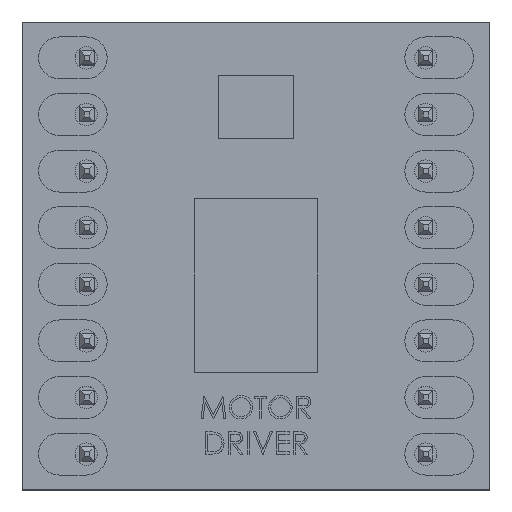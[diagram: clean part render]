
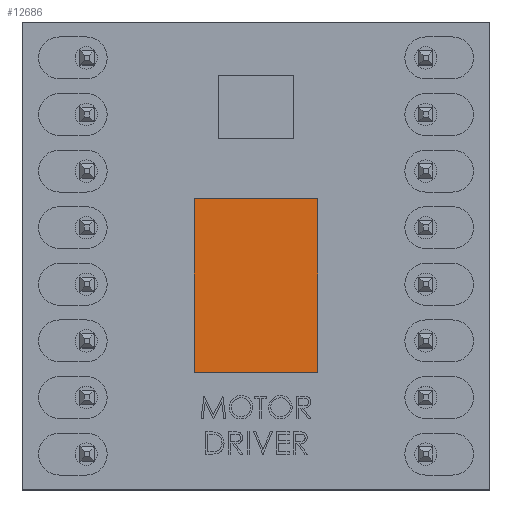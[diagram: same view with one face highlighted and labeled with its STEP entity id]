
A CAD part, top view. The second image highlights one B-rep face of the part: STEP entity #12686.
In plain terms, the highlighted planar face has unit normal (0, 0, 1).
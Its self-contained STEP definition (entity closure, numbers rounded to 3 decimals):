
#99 = VERTEX_POINT ( 'NONE', #5596 ) ;
#901 = DIRECTION ( 'NONE',  ( 0., -1., 0. ) ) ;
#1298 = AXIS2_PLACEMENT_3D ( 'NONE', #22351, #9738, #16883 ) ;
#2136 = LINE ( 'NONE', #5981, #19492 ) ;
#2687 = CARTESIAN_POINT ( 'NONE',  ( 2.78, -5.23, 2.9 ) ) ;
#3443 = EDGE_CURVE ( 'NONE', #7179, #22436, #2136, .T. ) ;
#3574 = DIRECTION ( 'NONE',  ( 0., -1., 0. ) ) ;
#5437 = EDGE_CURVE ( 'NONE', #99, #22436, #19008, .T. ) ;
#5596 = CARTESIAN_POINT ( 'NONE',  ( 2.78, 2.57, 2.9 ) ) ;
#5981 = CARTESIAN_POINT ( 'NONE',  ( -2.78, -5.23, 2.9 ) ) ;
#6290 = DIRECTION ( 'NONE',  ( 1., 0., 0. ) ) ;
#6362 = EDGE_CURVE ( 'NONE', #21230, #99, #15547, .T. ) ;
#7179 = VERTEX_POINT ( 'NONE', #15676 ) ;
#7284 = ORIENTED_EDGE ( 'NONE', *, *, #6362, .F. ) ;
#8854 = ORIENTED_EDGE ( 'NONE', *, *, #3443, .T. ) ;
#8861 = CARTESIAN_POINT ( 'NONE',  ( -2.78, 2.57, 2.9 ) ) ;
#9738 = DIRECTION ( 'NONE',  ( 0., 0., -1. ) ) ;
#10715 = LINE ( 'NONE', #18574, #20104 ) ;
#12686 = ADVANCED_FACE ( 'NONE', ( #18200 ), #19761, .F. ) ;
#14488 = ORIENTED_EDGE ( 'NONE', *, *, #16653, .T. ) ;
#14755 = DIRECTION ( 'NONE',  ( 1., 0., 0. ) ) ;
#15547 = LINE ( 'NONE', #23055, #19828 ) ;
#15676 = CARTESIAN_POINT ( 'NONE',  ( -2.78, -5.23, 2.9 ) ) ;
#16653 = EDGE_CURVE ( 'NONE', #21230, #7179, #10715, .T. ) ;
#16859 = EDGE_LOOP ( 'NONE', ( #8854, #21300, #7284, #14488 ) ) ;
#16883 = DIRECTION ( 'NONE',  ( -1., 0., 0. ) ) ;
#18200 = FACE_OUTER_BOUND ( 'NONE', #16859, .T. ) ;
#18574 = CARTESIAN_POINT ( 'NONE',  ( -2.78, 2.57, 2.9 ) ) ;
#19008 = LINE ( 'NONE', #20907, #21830 ) ;
#19492 = VECTOR ( 'NONE', #14755, 1000. ) ;
#19761 = PLANE ( 'NONE',  #1298 ) ;
#19828 = VECTOR ( 'NONE', #6290, 1000. ) ;
#20104 = VECTOR ( 'NONE', #3574, 1000. ) ;
#20907 = CARTESIAN_POINT ( 'NONE',  ( 2.78, 2.57, 2.9 ) ) ;
#21230 = VERTEX_POINT ( 'NONE', #8861 ) ;
#21300 = ORIENTED_EDGE ( 'NONE', *, *, #5437, .F. ) ;
#21830 = VECTOR ( 'NONE', #901, 1000. ) ;
#22351 = CARTESIAN_POINT ( 'NONE',  ( 0., 0., 2.9 ) ) ;
#22436 = VERTEX_POINT ( 'NONE', #2687 ) ;
#23055 = CARTESIAN_POINT ( 'NONE',  ( -2.78, 2.57, 2.9 ) ) ;
